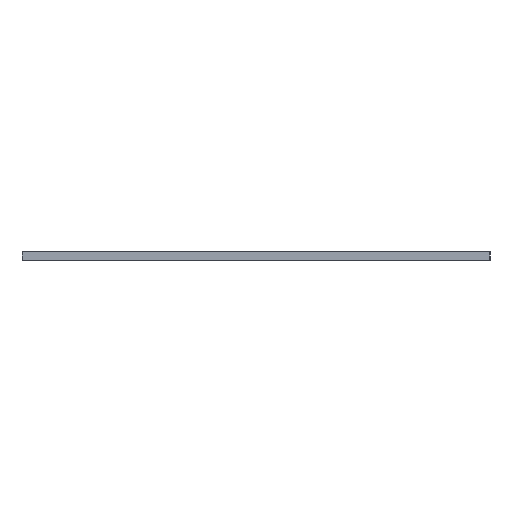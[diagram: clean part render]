
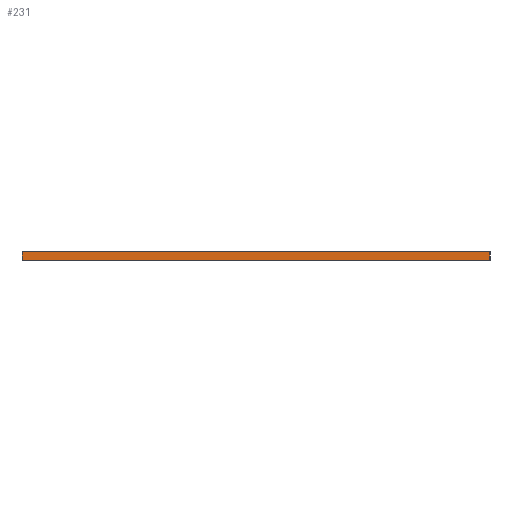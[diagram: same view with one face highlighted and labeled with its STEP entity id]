
A CAD part, left-side view. The second image highlights one B-rep face of the part: STEP entity #231.
In plain terms, the highlighted planar face has unit normal (-1, 0, 0).
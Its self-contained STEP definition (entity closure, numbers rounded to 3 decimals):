
#50 = PLANE('',#51);
#51 = AXIS2_PLACEMENT_3D('',#52,#53,#54);
#52 = CARTESIAN_POINT('',(143.154,-100.686,0.));
#53 = DIRECTION('',(0.,-1.,0.));
#54 = DIRECTION('',(-1.,0.,0.));
#75 = VERTEX_POINT('',#76);
#76 = CARTESIAN_POINT('',(10.312,-100.686,1.58));
#90 = PLANE('',#91);
#91 = AXIS2_PLACEMENT_3D('',#92,#93,#94);
#92 = CARTESIAN_POINT('',(76.733,-55.27,1.58));
#93 = DIRECTION('',(-0.,-0.,-1.));
#94 = DIRECTION('',(-1.,0.,0.));
#102 = EDGE_CURVE('',#103,#75,#105,.T.);
#103 = VERTEX_POINT('',#104);
#104 = CARTESIAN_POINT('',(10.312,-100.686,0.));
#105 = SURFACE_CURVE('',#106,(#110,#117),.PCURVE_S1.);
#106 = LINE('',#107,#108);
#107 = CARTESIAN_POINT('',(10.312,-100.686,0.));
#108 = VECTOR('',#109,1.);
#109 = DIRECTION('',(0.,0.,1.));
#110 = PCURVE('',#50,#111);
#111 = DEFINITIONAL_REPRESENTATION('',(#112),#116);
#112 = LINE('',#113,#114);
#113 = CARTESIAN_POINT('',(132.842,0.));
#114 = VECTOR('',#115,1.);
#115 = DIRECTION('',(0.,-1.));
#116 = ( GEOMETRIC_REPRESENTATION_CONTEXT(2) 
PARAMETRIC_REPRESENTATION_CONTEXT() REPRESENTATION_CONTEXT('2D SPACE',''
  ) );
#117 = PCURVE('',#118,#123);
#118 = PLANE('',#119);
#119 = AXIS2_PLACEMENT_3D('',#120,#121,#122);
#120 = CARTESIAN_POINT('',(10.312,-100.686,0.));
#121 = DIRECTION('',(-1.,0.,0.));
#122 = DIRECTION('',(0.,1.,0.));
#123 = DEFINITIONAL_REPRESENTATION('',(#124),#128);
#124 = LINE('',#125,#126);
#125 = CARTESIAN_POINT('',(0.,0.));
#126 = VECTOR('',#127,1.);
#127 = DIRECTION('',(0.,-1.));
#128 = ( GEOMETRIC_REPRESENTATION_CONTEXT(2) 
PARAMETRIC_REPRESENTATION_CONTEXT() REPRESENTATION_CONTEXT('2D SPACE',''
  ) );
#144 = PLANE('',#145);
#145 = AXIS2_PLACEMENT_3D('',#146,#147,#148);
#146 = CARTESIAN_POINT('',(76.733,-55.27,0.));
#147 = DIRECTION('',(-0.,-0.,-1.));
#148 = DIRECTION('',(-1.,0.,0.));
#177 = PLANE('',#178);
#178 = AXIS2_PLACEMENT_3D('',#179,#180,#181);
#179 = CARTESIAN_POINT('',(10.312,-9.855,0.));
#180 = DIRECTION('',(0.,1.,0.));
#181 = DIRECTION('',(1.,0.,0.));
#231 = ADVANCED_FACE('',(#232),#118,.T.);
#232 = FACE_BOUND('',#233,.T.);
#233 = EDGE_LOOP('',(#234,#235,#258,#281));
#234 = ORIENTED_EDGE('',*,*,#102,.T.);
#235 = ORIENTED_EDGE('',*,*,#236,.T.);
#236 = EDGE_CURVE('',#75,#237,#239,.T.);
#237 = VERTEX_POINT('',#238);
#238 = CARTESIAN_POINT('',(10.312,-9.855,1.58));
#239 = SURFACE_CURVE('',#240,(#244,#251),.PCURVE_S1.);
#240 = LINE('',#241,#242);
#241 = CARTESIAN_POINT('',(10.312,-100.686,1.58));
#242 = VECTOR('',#243,1.);
#243 = DIRECTION('',(0.,1.,0.));
#244 = PCURVE('',#118,#245);
#245 = DEFINITIONAL_REPRESENTATION('',(#246),#250);
#246 = LINE('',#247,#248);
#247 = CARTESIAN_POINT('',(0.,-1.58));
#248 = VECTOR('',#249,1.);
#249 = DIRECTION('',(1.,0.));
#250 = ( GEOMETRIC_REPRESENTATION_CONTEXT(2) 
PARAMETRIC_REPRESENTATION_CONTEXT() REPRESENTATION_CONTEXT('2D SPACE',''
  ) );
#251 = PCURVE('',#90,#252);
#252 = DEFINITIONAL_REPRESENTATION('',(#253),#257);
#253 = LINE('',#254,#255);
#254 = CARTESIAN_POINT('',(66.421,-45.415));
#255 = VECTOR('',#256,1.);
#256 = DIRECTION('',(0.,1.));
#257 = ( GEOMETRIC_REPRESENTATION_CONTEXT(2) 
PARAMETRIC_REPRESENTATION_CONTEXT() REPRESENTATION_CONTEXT('2D SPACE',''
  ) );
#258 = ORIENTED_EDGE('',*,*,#259,.F.);
#259 = EDGE_CURVE('',#260,#237,#262,.T.);
#260 = VERTEX_POINT('',#261);
#261 = CARTESIAN_POINT('',(10.312,-9.855,0.));
#262 = SURFACE_CURVE('',#263,(#267,#274),.PCURVE_S1.);
#263 = LINE('',#264,#265);
#264 = CARTESIAN_POINT('',(10.312,-9.855,0.));
#265 = VECTOR('',#266,1.);
#266 = DIRECTION('',(0.,0.,1.));
#267 = PCURVE('',#118,#268);
#268 = DEFINITIONAL_REPRESENTATION('',(#269),#273);
#269 = LINE('',#270,#271);
#270 = CARTESIAN_POINT('',(90.83,0.));
#271 = VECTOR('',#272,1.);
#272 = DIRECTION('',(0.,-1.));
#273 = ( GEOMETRIC_REPRESENTATION_CONTEXT(2) 
PARAMETRIC_REPRESENTATION_CONTEXT() REPRESENTATION_CONTEXT('2D SPACE',''
  ) );
#274 = PCURVE('',#177,#275);
#275 = DEFINITIONAL_REPRESENTATION('',(#276),#280);
#276 = LINE('',#277,#278);
#277 = CARTESIAN_POINT('',(0.,0.));
#278 = VECTOR('',#279,1.);
#279 = DIRECTION('',(0.,-1.));
#280 = ( GEOMETRIC_REPRESENTATION_CONTEXT(2) 
PARAMETRIC_REPRESENTATION_CONTEXT() REPRESENTATION_CONTEXT('2D SPACE',''
  ) );
#281 = ORIENTED_EDGE('',*,*,#282,.F.);
#282 = EDGE_CURVE('',#103,#260,#283,.T.);
#283 = SURFACE_CURVE('',#284,(#288,#295),.PCURVE_S1.);
#284 = LINE('',#285,#286);
#285 = CARTESIAN_POINT('',(10.312,-100.686,0.));
#286 = VECTOR('',#287,1.);
#287 = DIRECTION('',(0.,1.,0.));
#288 = PCURVE('',#118,#289);
#289 = DEFINITIONAL_REPRESENTATION('',(#290),#294);
#290 = LINE('',#291,#292);
#291 = CARTESIAN_POINT('',(0.,0.));
#292 = VECTOR('',#293,1.);
#293 = DIRECTION('',(1.,0.));
#294 = ( GEOMETRIC_REPRESENTATION_CONTEXT(2) 
PARAMETRIC_REPRESENTATION_CONTEXT() REPRESENTATION_CONTEXT('2D SPACE',''
  ) );
#295 = PCURVE('',#144,#296);
#296 = DEFINITIONAL_REPRESENTATION('',(#297),#301);
#297 = LINE('',#298,#299);
#298 = CARTESIAN_POINT('',(66.421,-45.415));
#299 = VECTOR('',#300,1.);
#300 = DIRECTION('',(0.,1.));
#301 = ( GEOMETRIC_REPRESENTATION_CONTEXT(2) 
PARAMETRIC_REPRESENTATION_CONTEXT() REPRESENTATION_CONTEXT('2D SPACE',''
  ) );
